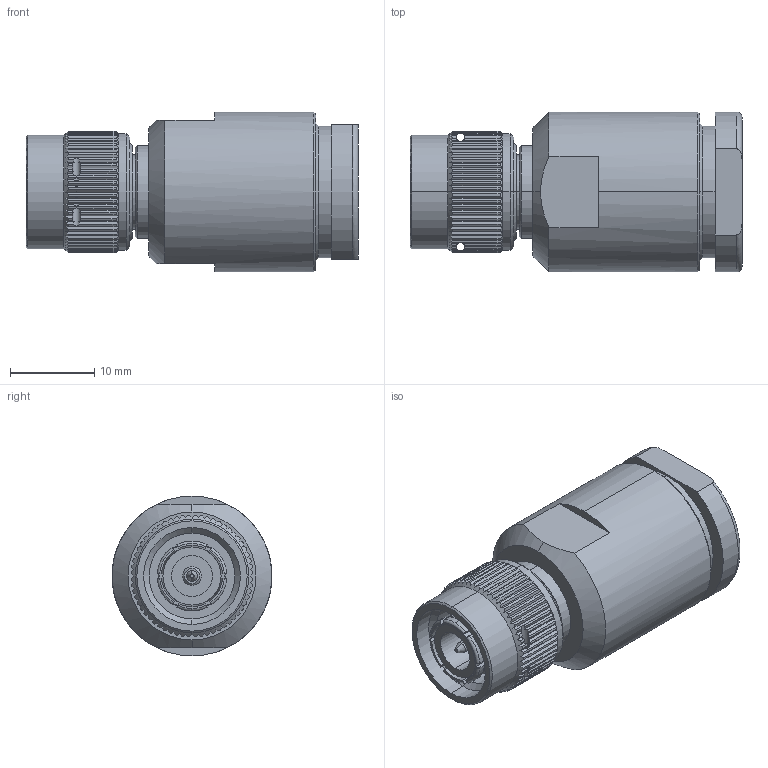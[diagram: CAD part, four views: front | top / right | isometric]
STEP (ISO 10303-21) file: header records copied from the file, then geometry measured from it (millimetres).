
FILE_DESCRIPTION (( 'STEP AP203' ), '1' );
FILE_NAME ('R143.018.500E.STEP', '2012-02-27T12:50:59', ( 'RADIALL' ), ( 'RADIALL' ), 'SwSTEP 2.0', 'SolidWorks 2011', '' );
FILE_SCHEMA (( 'CONFIG_CONTROL_DESIGN' ));
Length unit declared in the file: millimetre
Products named in the file (1): R143.018.500E
Bounding box: 39.45 x 19 x 19 mm (x, y, z)
Volume: 8149 mm3; surface area: 4355.3 mm2
Topology: 1 solids, 1 shells, 410 faces, 1139 edges, 731 vertices
Faces by surface type: plane 192, cylinder 134, cone 71, torus 13
Entity records: 13678 total; most frequent: CARTESIAN_POINT 3761, ORIENTED_EDGE 2278, DIRECTION 1839, EDGE_CURVE 1139, AXIS2_PLACEMENT_3D 733, VERTEX_POINT 731, EDGE_LOOP 436, ADVANCED_FACE 410
